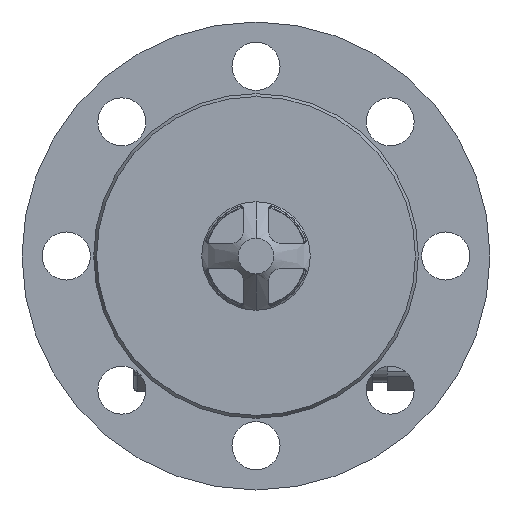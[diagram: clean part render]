
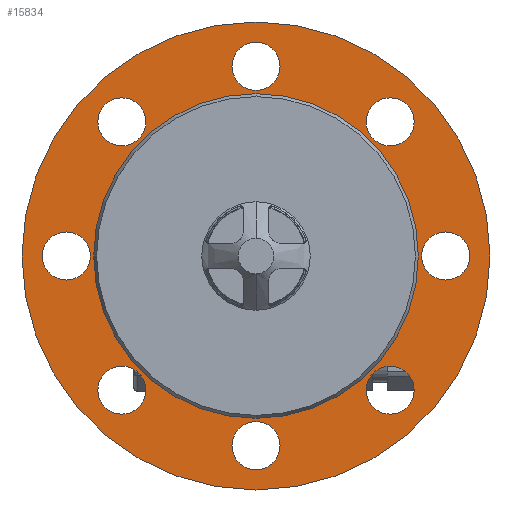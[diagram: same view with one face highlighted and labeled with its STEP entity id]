
A CAD part, front view. The second image highlights one B-rep face of the part: STEP entity #15834.
In plain terms, the highlighted planar face has unit normal (0, -1, 0).
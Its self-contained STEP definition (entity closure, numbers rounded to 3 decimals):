
#2319=CARTESIAN_POINT('',(0.,-54.78,0.));
#2320=DIRECTION('',(0.,-1.,0.));
#2321=DIRECTION('',(0.,0.,1.));
#2322=AXIS2_PLACEMENT_3D('',#2319,#2320,#2321);
#2329=CARTESIAN_POINT('',(0.,-54.78,0.));
#2330=DIRECTION('',(0.,-1.,0.));
#2331=DIRECTION('',(0.,0.,-1.));
#2332=AXIS2_PLACEMENT_3D('',#2329,#2330,#2331);
#2356=CARTESIAN_POINT('',(53.033,-54.78,-53.033));
#2357=DIRECTION('',(0.,1.,0.));
#2358=DIRECTION('',(0.,0.,1.));
#2359=AXIS2_PLACEMENT_3D('',#2356,#2357,#2358);
#2370=CARTESIAN_POINT('',(53.033,-54.78,-53.033));
#2371=DIRECTION('',(0.,1.,0.));
#2372=DIRECTION('',(0.,0.,-1.));
#2373=AXIS2_PLACEMENT_3D('',#2370,#2371,#2372);
#2384=CARTESIAN_POINT('',(0.,-54.78,-75.));
#2385=DIRECTION('',(0.,1.,0.));
#2386=DIRECTION('',(0.,0.,1.));
#2387=AXIS2_PLACEMENT_3D('',#2384,#2385,#2386);
#2398=CARTESIAN_POINT('',(0.,-54.78,-75.));
#2399=DIRECTION('',(0.,1.,0.));
#2400=DIRECTION('',(0.,0.,-1.));
#2401=AXIS2_PLACEMENT_3D('',#2398,#2399,#2400);
#2412=CARTESIAN_POINT('',(-53.033,-54.78,-53.033));
#2413=DIRECTION('',(0.,1.,0.));
#2414=DIRECTION('',(0.,0.,1.));
#2415=AXIS2_PLACEMENT_3D('',#2412,#2413,#2414);
#2426=CARTESIAN_POINT('',(-53.033,-54.78,-53.033));
#2427=DIRECTION('',(0.,1.,0.));
#2428=DIRECTION('',(0.,0.,-1.));
#2429=AXIS2_PLACEMENT_3D('',#2426,#2427,#2428);
#2440=CARTESIAN_POINT('',(-75.,-54.78,0.));
#2441=DIRECTION('',(0.,1.,0.));
#2442=DIRECTION('',(0.,0.,1.));
#2443=AXIS2_PLACEMENT_3D('',#2440,#2441,#2442);
#2454=CARTESIAN_POINT('',(-75.,-54.78,0.));
#2455=DIRECTION('',(0.,1.,0.));
#2456=DIRECTION('',(0.,0.,-1.));
#2457=AXIS2_PLACEMENT_3D('',#2454,#2455,#2456);
#2468=CARTESIAN_POINT('',(-53.033,-54.78,53.033));
#2469=DIRECTION('',(0.,1.,0.));
#2470=DIRECTION('',(0.,0.,1.));
#2471=AXIS2_PLACEMENT_3D('',#2468,#2469,#2470);
#2482=CARTESIAN_POINT('',(-53.033,-54.78,53.033));
#2483=DIRECTION('',(0.,1.,0.));
#2484=DIRECTION('',(0.,0.,-1.));
#2485=AXIS2_PLACEMENT_3D('',#2482,#2483,#2484);
#2496=CARTESIAN_POINT('',(0.,-54.78,75.));
#2497=DIRECTION('',(0.,1.,0.));
#2498=DIRECTION('',(0.,0.,1.));
#2499=AXIS2_PLACEMENT_3D('',#2496,#2497,#2498);
#2510=CARTESIAN_POINT('',(0.,-54.78,75.));
#2511=DIRECTION('',(0.,1.,0.));
#2512=DIRECTION('',(0.,0.,-1.));
#2513=AXIS2_PLACEMENT_3D('',#2510,#2511,#2512);
#2524=CARTESIAN_POINT('',(53.033,-54.78,53.033));
#2525=DIRECTION('',(0.,1.,0.));
#2526=DIRECTION('',(0.,0.,1.));
#2527=AXIS2_PLACEMENT_3D('',#2524,#2525,#2526);
#2538=CARTESIAN_POINT('',(53.033,-54.78,53.033));
#2539=DIRECTION('',(0.,1.,0.));
#2540=DIRECTION('',(0.,0.,-1.));
#2541=AXIS2_PLACEMENT_3D('',#2538,#2539,#2540);
#2552=CARTESIAN_POINT('',(75.,-54.78,0.));
#2553=DIRECTION('',(0.,1.,0.));
#2554=DIRECTION('',(0.,0.,1.));
#2555=AXIS2_PLACEMENT_3D('',#2552,#2553,#2554);
#2566=CARTESIAN_POINT('',(75.,-54.78,0.));
#2567=DIRECTION('',(0.,1.,0.));
#2568=DIRECTION('',(0.,0.,-1.));
#2569=AXIS2_PLACEMENT_3D('',#2566,#2567,#2568);
#2580=CARTESIAN_POINT('',(0.,-54.78,
0.));
#2581=DIRECTION('',(0.,1.,0.));
#2582=DIRECTION('',(0.,0.,1.));
#2583=AXIS2_PLACEMENT_3D('',#2580,#2581,#2582);
#2604=CARTESIAN_POINT('',(0.,-54.78,0.));
#2605=DIRECTION('',(0.,1.,0.));
#2606=DIRECTION('',(0.,0.,-1.));
#2607=AXIS2_PLACEMENT_3D('',#2604,#2605,#2606);
#10590=CARTESIAN_POINT('',(0.,-54.78,
64.155));
#10592=VERTEX_POINT('',#10590);
#10593=CARTESIAN_POINT('',(0.,-54.78,
-64.155));
#10595=VERTEX_POINT('',#10593);
#10597=CARTESIAN_POINT('',(0.,-54.78,92.501));
#10599=VERTEX_POINT('',#10597);
#10602=CARTESIAN_POINT('',(0.,-54.78,-92.501));
#10604=VERTEX_POINT('',#10602);
#10614=CARTESIAN_POINT('',(53.033,-54.78,-43.537));
#10616=VERTEX_POINT('',#10614);
#10617=CARTESIAN_POINT('',(53.033,-54.78,-62.529));
#10619=VERTEX_POINT('',#10617);
#10622=CARTESIAN_POINT('',(0.,-54.78,-65.504));
#10624=VERTEX_POINT('',#10622);
#10625=CARTESIAN_POINT('',(0.,-54.78,-84.496));
#10627=VERTEX_POINT('',#10625);
#10630=CARTESIAN_POINT('',(-53.033,-54.78,-43.537));
#10632=VERTEX_POINT('',#10630);
#10633=CARTESIAN_POINT('',(-53.033,-54.78,-62.529));
#10635=VERTEX_POINT('',#10633);
#10638=CARTESIAN_POINT('',(-75.,-54.78,9.496));
#10640=VERTEX_POINT('',#10638);
#10641=CARTESIAN_POINT('',(-75.,-54.78,-9.496));
#10643=VERTEX_POINT('',#10641);
#10646=CARTESIAN_POINT('',(-53.033,-54.78,62.529));
#10648=VERTEX_POINT('',#10646);
#10649=CARTESIAN_POINT('',(-53.033,-54.78,43.537));
#10651=VERTEX_POINT('',#10649);
#10654=CARTESIAN_POINT('',(0.,-54.78,84.496));
#10656=VERTEX_POINT('',#10654);
#10657=CARTESIAN_POINT('',(0.,-54.78,65.504));
#10659=VERTEX_POINT('',#10657);
#10662=CARTESIAN_POINT('',(53.033,-54.78,62.529));
#10664=VERTEX_POINT('',#10662);
#10665=CARTESIAN_POINT('',(53.033,-54.78,43.537));
#10667=VERTEX_POINT('',#10665);
#10670=CARTESIAN_POINT('',(75.,-54.78,9.496));
#10672=VERTEX_POINT('',#10670);
#10673=CARTESIAN_POINT('',(75.,-54.78,-9.496));
#10675=VERTEX_POINT('',#10673);
#15770=CARTESIAN_POINT('',(0.,-54.78,0.));
#15771=DIRECTION('',(0.,1.,0.));
#15772=DIRECTION('',(0.,0.,1.));
#15773=AXIS2_PLACEMENT_3D('',#15770,#15771,#15772);
#15774=PLANE('',#15773);
#15776=ORIENTED_EDGE('',*,*,#15775,.F.);
#15777=ORIENTED_EDGE('',*,*,#15753,.F.);
#15778=EDGE_LOOP('',(#15776,#15777));
#15779=FACE_OUTER_BOUND('',#15778,.F.);
#15781=ORIENTED_EDGE('',*,*,#15780,.F.);
#15783=ORIENTED_EDGE('',*,*,#15782,.F.);
#15784=EDGE_LOOP('',(#15781,#15783));
#15785=FACE_BOUND('',#15784,.F.);
#15787=ORIENTED_EDGE('',*,*,#15786,.F.);
#15789=ORIENTED_EDGE('',*,*,#15788,.F.);
#15790=EDGE_LOOP('',(#15787,#15789));
#15791=FACE_BOUND('',#15790,.F.);
#15793=ORIENTED_EDGE('',*,*,#15792,.F.);
#15795=ORIENTED_EDGE('',*,*,#15794,.F.);
#15796=EDGE_LOOP('',(#15793,#15795));
#15797=FACE_BOUND('',#15796,.F.);
#15799=ORIENTED_EDGE('',*,*,#15798,.F.);
#15801=ORIENTED_EDGE('',*,*,#15800,.F.);
#15802=EDGE_LOOP('',(#15799,#15801));
#15803=FACE_BOUND('',#15802,.F.);
#15805=ORIENTED_EDGE('',*,*,#15804,.F.);
#15807=ORIENTED_EDGE('',*,*,#15806,.F.);
#15808=EDGE_LOOP('',(#15805,#15807));
#15809=FACE_BOUND('',#15808,.F.);
#15811=ORIENTED_EDGE('',*,*,#15810,.F.);
#15813=ORIENTED_EDGE('',*,*,#15812,.F.);
#15814=EDGE_LOOP('',(#15811,#15813));
#15815=FACE_BOUND('',#15814,.F.);
#15817=ORIENTED_EDGE('',*,*,#15816,.F.);
#15819=ORIENTED_EDGE('',*,*,#15818,.F.);
#15820=EDGE_LOOP('',(#15817,#15819));
#15821=FACE_BOUND('',#15820,.F.);
#15823=ORIENTED_EDGE('',*,*,#15822,.F.);
#15825=ORIENTED_EDGE('',*,*,#15824,.F.);
#15826=EDGE_LOOP('',(#15823,#15825));
#15827=FACE_BOUND('',#15826,.F.);
#15829=ORIENTED_EDGE('',*,*,#15828,.F.);
#15831=ORIENTED_EDGE('',*,*,#15830,.F.);
#15832=EDGE_LOOP('',(#15829,#15831));
#15833=FACE_BOUND('',#15832,.F.);
#15834=ADVANCED_FACE('',(#15779,#15785,#15791,#15797,#15803,#15809,#15815,
#15821,#15827,#15833),#15774,.F.);
#2323=CIRCLE('',#2322,92.501);
#2333=CIRCLE('',#2332,92.501);
#2360=CIRCLE('',#2359,9.496);
#2374=CIRCLE('',#2373,9.496);
#2388=CIRCLE('',#2387,9.496);
#2402=CIRCLE('',#2401,9.496);
#2416=CIRCLE('',#2415,9.496);
#2430=CIRCLE('',#2429,9.496);
#2444=CIRCLE('',#2443,9.496);
#2458=CIRCLE('',#2457,9.496);
#2472=CIRCLE('',#2471,9.496);
#2486=CIRCLE('',#2485,9.496);
#2500=CIRCLE('',#2499,9.496);
#2514=CIRCLE('',#2513,9.496);
#2528=CIRCLE('',#2527,9.496);
#2542=CIRCLE('',#2541,9.496);
#2556=CIRCLE('',#2555,9.496);
#2570=CIRCLE('',#2569,9.496);
#2584=CIRCLE('',#2583,64.155);
#2608=CIRCLE('',#2607,64.155);
#15753=EDGE_CURVE('',#10599,#10604,#2323,.T.);
#15775=EDGE_CURVE('',#10604,#10599,#2333,.T.);
#15780=EDGE_CURVE('',#10616,#10619,#2360,.T.);
#15782=EDGE_CURVE('',#10619,#10616,#2374,.T.);
#15786=EDGE_CURVE('',#10624,#10627,#2388,.T.);
#15788=EDGE_CURVE('',#10627,#10624,#2402,.T.);
#15792=EDGE_CURVE('',#10632,#10635,#2416,.T.);
#15794=EDGE_CURVE('',#10635,#10632,#2430,.T.);
#15798=EDGE_CURVE('',#10640,#10643,#2444,.T.);
#15800=EDGE_CURVE('',#10643,#10640,#2458,.T.);
#15804=EDGE_CURVE('',#10648,#10651,#2472,.T.);
#15806=EDGE_CURVE('',#10651,#10648,#2486,.T.);
#15810=EDGE_CURVE('',#10656,#10659,#2500,.T.);
#15812=EDGE_CURVE('',#10659,#10656,#2514,.T.);
#15816=EDGE_CURVE('',#10664,#10667,#2528,.T.);
#15818=EDGE_CURVE('',#10667,#10664,#2542,.T.);
#15822=EDGE_CURVE('',#10672,#10675,#2556,.T.);
#15824=EDGE_CURVE('',#10675,#10672,#2570,.T.);
#15828=EDGE_CURVE('',#10592,#10595,#2584,.T.);
#15830=EDGE_CURVE('',#10595,#10592,#2608,.T.);
